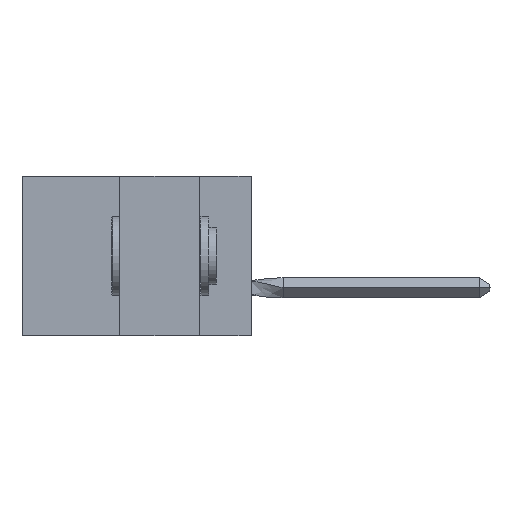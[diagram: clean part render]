
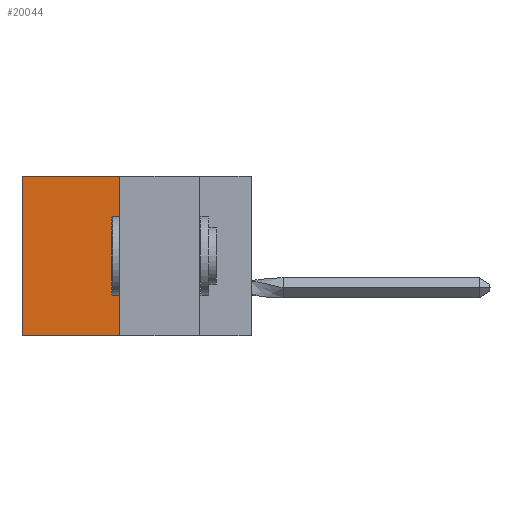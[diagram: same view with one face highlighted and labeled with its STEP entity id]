
A CAD part, left-side view. The second image highlights one B-rep face of the part: STEP entity #20044.
In plain terms, the highlighted planar face has unit normal (-1, 0, 0).
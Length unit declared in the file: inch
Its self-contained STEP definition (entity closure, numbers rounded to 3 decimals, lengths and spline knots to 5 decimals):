
#873 = FACE_OUTER_BOUND ( 'NONE', #9905, .T. ) ;
#1171 = LINE ( 'NONE', #17121, #22844 ) ;
#1832 = ORIENTED_EDGE ( 'NONE', *, *, #3189, .F. ) ;
#2489 = ORIENTED_EDGE ( 'NONE', *, *, #4946, .T. ) ;
#2675 = ORIENTED_EDGE ( 'NONE', *, *, #21001, .F. ) ;
#3189 = EDGE_CURVE ( 'NONE', #14142, #24140, #3966, .T. ) ;
#3469 = DIRECTION ( 'NONE',  ( 1., 0., 0. ) ) ;
#3551 = DIRECTION ( 'NONE',  ( 0., 0., -1. ) ) ;
#3966 = LINE ( 'NONE', #12450, #7224 ) ;
#4382 = VERTEX_POINT ( 'NONE', #18280 ) ;
#4946 = EDGE_CURVE ( 'NONE', #4382, #7603, #1171, .T. ) ;
#5191 = AXIS2_PLACEMENT_3D ( 'NONE', #6702, #3469, #3551 ) ;
#6702 = CARTESIAN_POINT ( 'NONE',  ( 0.305, 0.413, -0.5 ) ) ;
#7034 = PLANE ( 'NONE',  #5191 ) ;
#7224 = VECTOR ( 'NONE', #8557, 39.37008 ) ;
#7282 = DIRECTION ( 'NONE',  ( 0., 0., -1. ) ) ;
#7603 = VERTEX_POINT ( 'NONE', #17231 ) ;
#8557 = DIRECTION ( 'NONE',  ( 0., 1., 0. ) ) ;
#8739 = CARTESIAN_POINT ( 'NONE',  ( 0.305, 0.72, -0.5 ) ) ;
#9016 = CARTESIAN_POINT ( 'NONE',  ( 0.305, 0.72, -0.5 ) ) ;
#9785 = VECTOR ( 'NONE', #12212, 39.37008 ) ;
#9905 = EDGE_LOOP ( 'NONE', ( #11701, #1832, #2675, #2489 ) ) ;
#10403 = VECTOR ( 'NONE', #7282, 39.37008 ) ;
#11701 = ORIENTED_EDGE ( 'NONE', *, *, #20062, .T. ) ;
#12212 = DIRECTION ( 'NONE',  ( 0., 0., -1. ) ) ;
#12292 = CARTESIAN_POINT ( 'NONE',  ( 0.305, 0.413, -0.5 ) ) ;
#12450 = CARTESIAN_POINT ( 'NONE',  ( 0.305, 0.413, -0.5 ) ) ;
#13618 = LINE ( 'NONE', #12292, #9785 ) ;
#14142 = VERTEX_POINT ( 'NONE', #15033 ) ;
#15033 = CARTESIAN_POINT ( 'NONE',  ( 0.305, 0.413, -0.5 ) ) ;
#17121 = CARTESIAN_POINT ( 'NONE',  ( 0.305, 0.413, 0. ) ) ;
#17231 = CARTESIAN_POINT ( 'NONE',  ( 0.305, 0.72, 0. ) ) ;
#18280 = CARTESIAN_POINT ( 'NONE',  ( 0.305, 0.413, 0. ) ) ;
#18875 = DIRECTION ( 'NONE',  ( 0., 1., 0. ) ) ;
#20044 = ADVANCED_FACE ( 'NONE', ( #873 ), #7034, .F. ) ;
#20062 = EDGE_CURVE ( 'NONE', #7603, #24140, #20514, .T. ) ;
#20514 = LINE ( 'NONE', #9016, #10403 ) ;
#21001 = EDGE_CURVE ( 'NONE', #4382, #14142, #13618, .T. ) ;
#22844 = VECTOR ( 'NONE', #18875, 39.37008 ) ;
#24140 = VERTEX_POINT ( 'NONE', #8739 ) ;
